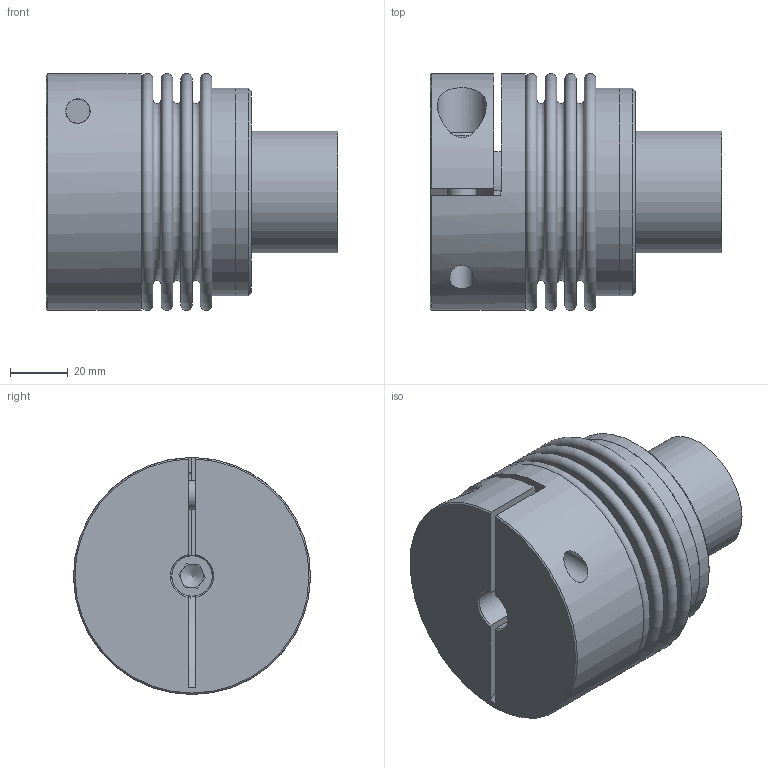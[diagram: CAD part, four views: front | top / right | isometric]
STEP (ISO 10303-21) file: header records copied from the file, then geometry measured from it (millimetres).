
FILE_DESCRIPTION( ( 'Unknown' ), '1' );
FILE_NAME( 'KB8-150-71.stp', 'Unknown', ( 'Unknown' ), ( 'Unknown' ), 'PSStep 16.0.42', 'Unknown', ' ' );
FILE_SCHEMA( ( 'AUTOMOTIVE_DESIGN { 1 0 10303 214 1 1 1 1 }' ) );
Length unit declared in the file: millimetre
Products named in the file (6): Assem1; BK80-150_Standard_1; KN80-150_Standard_4; Spreiznabe150; Socket Head Cap Screw_DIN_DIN 912 M10 x 35 --- 35C; Socket Head Cap Screw_DIN_DIN 912 M10 x 30 --- 30N
Assembly tree (5 placements, depth 2):
  Assem1
    BK80-150_Standard_1
    KN80-150_Standard_4
    Spreiznabe150
    Socket Head Cap Screw_DIN_DIN 912 M10 x 35 --- 35C
    Socket Head Cap Screw_DIN_DIN 912 M10 x 30 --- 30N
Bounding box: 101 x 82 x 82 mm (x, y, z)
Volume: 266919 mm3; surface area: 95673.4 mm2
Topology: 5 solids, 5 shells, 112 faces, 226 edges, 146 vertices
Faces by surface type: plane 65, cylinder 21, torus 18, cone 8
Full cylindrical faces by diameter (mm): 8.5 x1, 10 x4, 10.5 x1, 14 x1, 16 x2, 17 x1, 18 x1, 42 x1, 70.5 x1, 70.7 x2, 71.9 x3, 82 x1
Entity records: 3843 total; most frequent: CARTESIAN_POINT 613, DIRECTION 497, ORIENTED_EDGE 346, AXIS2_PLACEMENT_3D 215, EDGE_LOOP 186, EDGE_CURVE 173, FACE_OUTER_BOUND 149, VERTEX_POINT 145
